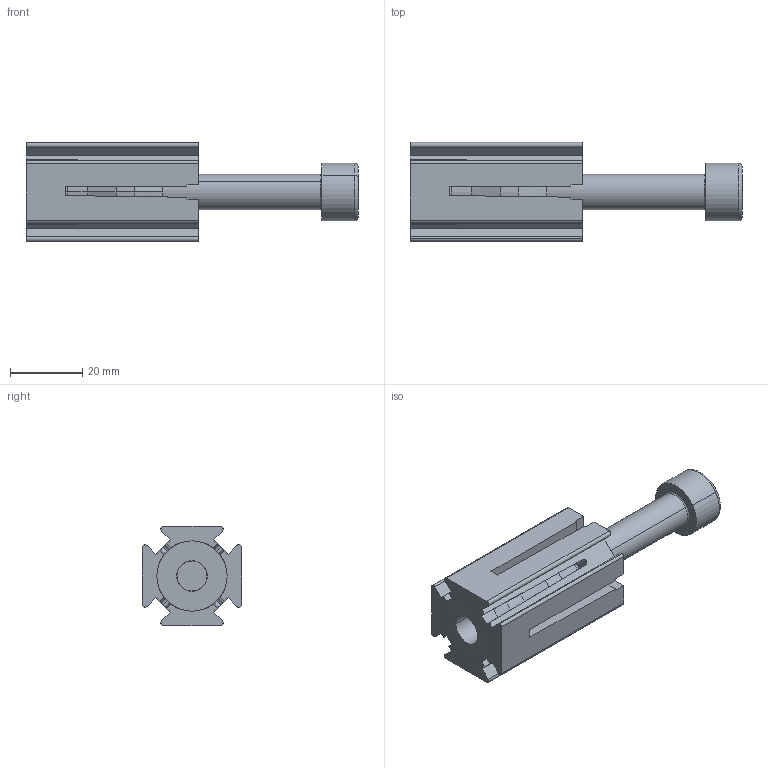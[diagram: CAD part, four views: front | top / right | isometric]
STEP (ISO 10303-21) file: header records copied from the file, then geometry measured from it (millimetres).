
FILE_DESCRIPTION (( 'STEP AP214' ), '1' );
FILE_NAME ('0038380.step', '2022-12-12T11:38:52', ( '' ), ( '' ), 'SwSTEP 2.0', 'SolidWorks 2020', '' );
FILE_SCHEMA (( 'AUTOMOTIVE_DESIGN' ));
Length unit declared in the file: millimetre
Products named in the file (1): 0038380
Bounding box: 92.2 x 27.5 x 27.5 mm (x, y, z)
Volume: 27607.3 mm3; surface area: 16962.5 mm2
Topology: 3 solids, 3 shells, 182 faces, 503 edges, 326 vertices
Faces by surface type: plane 90, cylinder 57, cone 31, torus 4
Entity records: 7936 total; most frequent: CARTESIAN_POINT 1351, ORIENTED_EDGE 1002, DIRECTION 917, EDGE_CURVE 501, AXIS2_PLACEMENT_3D 336, VERTEX_POINT 326, VECTOR 245, LINE 245
